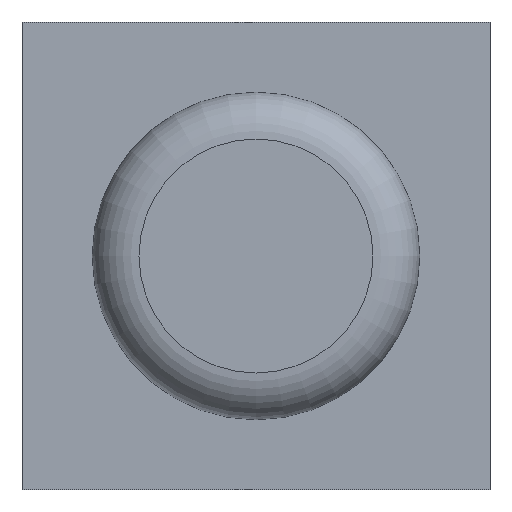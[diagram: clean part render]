
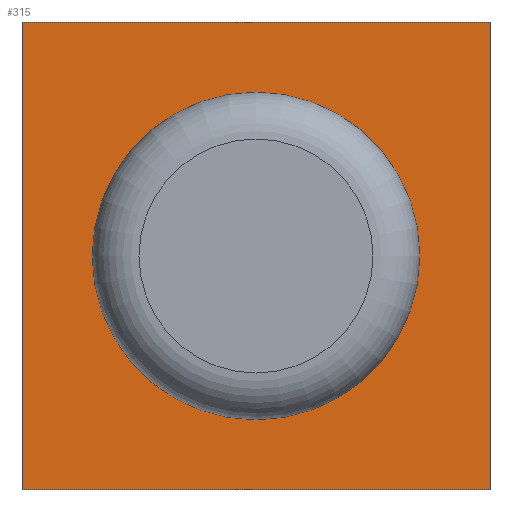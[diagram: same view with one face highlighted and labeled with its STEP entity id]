
A CAD part, front view. The second image highlights one B-rep face of the part: STEP entity #315.
In plain terms, the highlighted planar face has unit normal (0, -1, 0).
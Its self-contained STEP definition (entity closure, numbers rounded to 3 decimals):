
#20=FACE_BOUND('',#137,.T.);
#48=LINE('',#509,#77);
#51=LINE('',#514,#80);
#55=LINE('',#534,#84);
#57=LINE('',#537,#86);
#77=VECTOR('',#408,10.);
#80=VECTOR('',#413,10.);
#84=VECTOR('',#423,10.);
#86=VECTOR('',#427,10.);
#99=PLANE('',#344);
#117=FACE_OUTER_BOUND('',#136,.T.);
#136=EDGE_LOOP('',(#292,#293,#294,#295));
#137=EDGE_LOOP('',(#296));
#142=CIRCLE('',#325,1.75);
#146=VERTEX_POINT('',#441);
#167=VERTEX_POINT('',#506);
#168=VERTEX_POINT('',#508);
#169=VERTEX_POINT('',#512);
#170=VERTEX_POINT('',#533);
#176=EDGE_CURVE('',#146,#146,#142,.T.);
#203=EDGE_CURVE('',#168,#167,#48,.T.);
#206=EDGE_CURVE('',#167,#169,#51,.T.);
#210=EDGE_CURVE('',#170,#168,#55,.T.);
#212=EDGE_CURVE('',#169,#170,#57,.T.);
#292=ORIENTED_EDGE('',*,*,#206,.T.);
#293=ORIENTED_EDGE('',*,*,#212,.T.);
#294=ORIENTED_EDGE('',*,*,#210,.T.);
#295=ORIENTED_EDGE('',*,*,#203,.T.);
#296=ORIENTED_EDGE('',*,*,#176,.T.);
#315=ADVANCED_FACE('',(#117,#20),#99,.T.);
#325=AXIS2_PLACEMENT_3D('',#443,#362,#363);
#344=AXIS2_PLACEMENT_3D('',#538,#428,#429);
#362=DIRECTION('center_axis',(0.,1.,0.));
#363=DIRECTION('ref_axis',(1.,0.,0.));
#408=DIRECTION('',(0.,0.,1.));
#413=DIRECTION('',(-1.,0.,0.));
#423=DIRECTION('',(1.,0.,0.));
#427=DIRECTION('',(0.,0.,-1.));
#428=DIRECTION('center_axis',(0.,-1.,0.));
#429=DIRECTION('ref_axis',(1.,0.,0.));
#441=CARTESIAN_POINT('',(19.537,-8.88,2.47));
#443=CARTESIAN_POINT('Origin',(21.287,-8.88,2.47));
#506=CARTESIAN_POINT('',(23.787,-8.88,4.97));
#508=CARTESIAN_POINT('',(23.787,-8.88,-0.03));
#509=CARTESIAN_POINT('',(23.787,-8.88,4.97));
#512=CARTESIAN_POINT('',(18.787,-8.88,4.97));
#514=CARTESIAN_POINT('',(18.787,-8.88,4.97));
#533=CARTESIAN_POINT('',(18.787,-8.88,-0.03));
#534=CARTESIAN_POINT('',(23.787,-8.88,-0.03));
#537=CARTESIAN_POINT('',(18.787,-8.88,-0.03));
#538=CARTESIAN_POINT('Origin',(21.287,-8.88,2.47));
